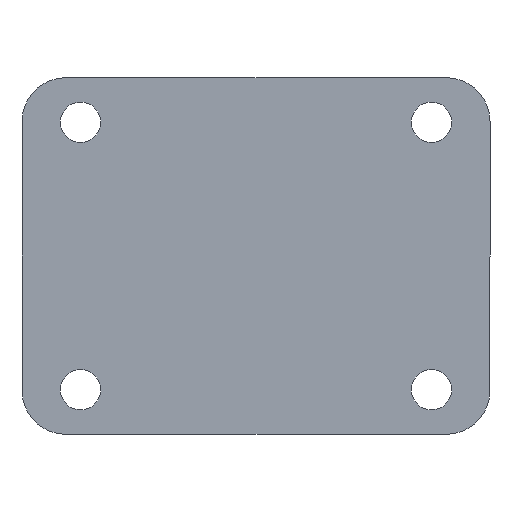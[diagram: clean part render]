
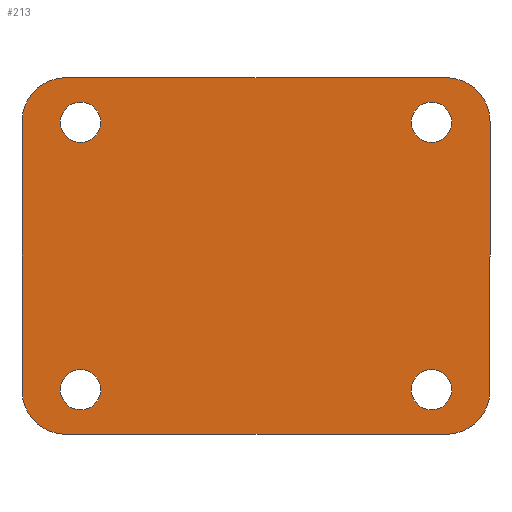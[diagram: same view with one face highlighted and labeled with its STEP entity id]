
A CAD part, front view. The second image highlights one B-rep face of the part: STEP entity #213.
In plain terms, the highlighted planar face has unit normal (0, -1, 0).
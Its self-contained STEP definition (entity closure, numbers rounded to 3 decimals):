
#1 = DIRECTION ( 'NONE',  ( 0., 0., 1. ) ) ;
#5 = DIRECTION ( 'NONE',  ( 0., -1., 0. ) ) ;
#7 = VERTEX_POINT ( 'NONE', #530 ) ;
#11 = EDGE_LOOP ( 'NONE', ( #604, #85 ) ) ;
#15 = DIRECTION ( 'NONE',  ( -1., 0., 0. ) ) ;
#16 = LINE ( 'NONE', #634, #178 ) ;
#19 = DIRECTION ( 'NONE',  ( 0., 0., -1. ) ) ;
#41 = DIRECTION ( 'NONE',  ( 0., 1., 0. ) ) ;
#45 = EDGE_CURVE ( 'NONE', #207, #383, #561, .T. ) ;
#48 = EDGE_CURVE ( 'NONE', #207, #418, #70, .T. ) ;
#50 = VERTEX_POINT ( 'NONE', #75 ) ;
#51 = VERTEX_POINT ( 'NONE', #427 ) ;
#52 = VECTOR ( 'NONE', #15, 1000. ) ;
#55 = ORIENTED_EDGE ( 'NONE', *, *, #664, .T. ) ;
#61 = EDGE_CURVE ( 'NONE', #315, #383, #16, .T. ) ;
#62 = DIRECTION ( 'NONE',  ( 0., 1., 0. ) ) ;
#64 = AXIS2_PLACEMENT_3D ( 'NONE', #88, #550, #194 ) ;
#70 = LINE ( 'NONE', #582, #587 ) ;
#75 = CARTESIAN_POINT ( 'NONE',  ( 10., 0., 8.77 ) ) ;
#77 = DIRECTION ( 'NONE',  ( 0., 0., 1. ) ) ;
#79 = EDGE_CURVE ( 'NONE', #543, #629, #429, .T. ) ;
#81 = DIRECTION ( 'NONE',  ( 0., 0., -1. ) ) ;
#85 = ORIENTED_EDGE ( 'NONE', *, *, #313, .T. ) ;
#88 = CARTESIAN_POINT ( 'NONE',  ( 0., 0., 0. ) ) ;
#92 = FACE_BOUND ( 'NONE', #11, .T. ) ;
#99 = VERTEX_POINT ( 'NONE', #380 ) ;
#105 = VERTEX_POINT ( 'NONE', #285 ) ;
#108 = DIRECTION ( 'NONE',  ( 1., 0., 0. ) ) ;
#113 = DIRECTION ( 'NONE',  ( 0., 0., 1. ) ) ;
#120 = EDGE_CURVE ( 'NONE', #315, #629, #233, .T. ) ;
#125 = EDGE_CURVE ( 'NONE', #7, #418, #663, .T. ) ;
#131 = ORIENTED_EDGE ( 'NONE', *, *, #217, .T. ) ;
#136 = CIRCLE ( 'NONE', #524, 1.15 ) ;
#140 = FACE_BOUND ( 'NONE', #155, .T. ) ;
#144 = VERTEX_POINT ( 'NONE', #493 ) ;
#146 = EDGE_CURVE ( 'NONE', #451, #144, #662, .T. ) ;
#149 = CARTESIAN_POINT ( 'NONE',  ( -10.835, 0., -7.66 ) ) ;
#153 = VERTEX_POINT ( 'NONE', #486 ) ;
#155 = EDGE_LOOP ( 'NONE', ( #581, #131 ) ) ;
#165 = CIRCLE ( 'NONE', #598, 1.15 ) ;
#168 = CARTESIAN_POINT ( 'NONE',  ( -13.335, 0., -10.16 ) ) ;
#177 = CARTESIAN_POINT ( 'NONE',  ( -10., 0., 7.62 ) ) ;
#178 = VECTOR ( 'NONE', #108, 1000. ) ;
#179 = AXIS2_PLACEMENT_3D ( 'NONE', #149, #5, #572 ) ;
#194 = DIRECTION ( 'NONE',  ( 0., 0., 1. ) ) ;
#197 = ORIENTED_EDGE ( 'NONE', *, *, #48, .F. ) ;
#198 = CARTESIAN_POINT ( 'NONE',  ( 13.335, 0., -7.66 ) ) ;
#201 = CIRCLE ( 'NONE', #554, 1.15 ) ;
#207 = VERTEX_POINT ( 'NONE', #349 ) ;
#213 = ADVANCED_FACE ( 'NONE', ( #140, #287, #92, #607, #238 ), #234, .F. ) ;
#214 = DIRECTION ( 'NONE',  ( 0., 1., 0. ) ) ;
#216 = CARTESIAN_POINT ( 'NONE',  ( -13.335, 0., -7.66 ) ) ;
#217 = EDGE_CURVE ( 'NONE', #144, #451, #447, .T. ) ;
#220 = CARTESIAN_POINT ( 'NONE',  ( 10., 0., 7.62 ) ) ;
#221 = DIRECTION ( 'NONE',  ( 0., -1., 0. ) ) ;
#233 = CIRCLE ( 'NONE', #501, 2.5 ) ;
#234 = PLANE ( 'NONE',  #64 ) ;
#238 = FACE_OUTER_BOUND ( 'NONE', #567, .T. ) ;
#249 = CARTESIAN_POINT ( 'NONE',  ( 10.835, 0., 10.16 ) ) ;
#250 = VERTEX_POINT ( 'NONE', #509 ) ;
#261 = VERTEX_POINT ( 'NONE', #305 ) ;
#265 = CIRCLE ( 'NONE', #350, 1.15 ) ;
#266 = VECTOR ( 'NONE', #489, 1000. ) ;
#269 = LINE ( 'NONE', #168, #52 ) ;
#273 = CARTESIAN_POINT ( 'NONE',  ( 10.835, 0., -7.66 ) ) ;
#278 = CARTESIAN_POINT ( 'NONE',  ( -10., 0., -7.62 ) ) ;
#284 = ORIENTED_EDGE ( 'NONE', *, *, #45, .T. ) ;
#285 = CARTESIAN_POINT ( 'NONE',  ( -10., 0., 8.77 ) ) ;
#287 = FACE_BOUND ( 'NONE', #576, .T. ) ;
#305 = CARTESIAN_POINT ( 'NONE',  ( -10.835, 0., -10.16 ) ) ;
#310 = CARTESIAN_POINT ( 'NONE',  ( 10.835, 0., 7.66 ) ) ;
#313 = EDGE_CURVE ( 'NONE', #153, #105, #265, .T. ) ;
#315 = VERTEX_POINT ( 'NONE', #655 ) ;
#322 = EDGE_CURVE ( 'NONE', #105, #153, #461, .T. ) ;
#323 = DIRECTION ( 'NONE',  ( 0., 1., 0. ) ) ;
#328 = CARTESIAN_POINT ( 'NONE',  ( -10.835, 0., 7.66 ) ) ;
#349 = CARTESIAN_POINT ( 'NONE',  ( 13.335, 0., 7.66 ) ) ;
#350 = AXIS2_PLACEMENT_3D ( 'NONE', #177, #456, #406 ) ;
#362 = CARTESIAN_POINT ( 'NONE',  ( -10., 0., -7.62 ) ) ;
#365 = EDGE_CURVE ( 'NONE', #543, #261, #424, .T. ) ;
#366 = DIRECTION ( 'NONE',  ( 0., 1., 0. ) ) ;
#367 = ORIENTED_EDGE ( 'NONE', *, *, #593, .T. ) ;
#371 = AXIS2_PLACEMENT_3D ( 'NONE', #433, #640, #19 ) ;
#378 = DIRECTION ( 'NONE',  ( 0., -1., 0. ) ) ;
#380 = CARTESIAN_POINT ( 'NONE',  ( -10., 0., -6.47 ) ) ;
#383 = VERTEX_POINT ( 'NONE', #249 ) ;
#385 = EDGE_CURVE ( 'NONE', #250, #99, #136, .T. ) ;
#387 = DIRECTION ( 'NONE',  ( 0., 0., 1. ) ) ;
#388 = DIRECTION ( 'NONE',  ( 0., 0., -1. ) ) ;
#406 = DIRECTION ( 'NONE',  ( 0., 0., 1. ) ) ;
#418 = VERTEX_POINT ( 'NONE', #198 ) ;
#424 = CIRCLE ( 'NONE', #179, 2.5 ) ;
#426 = ORIENTED_EDGE ( 'NONE', *, *, #365, .T. ) ;
#427 = CARTESIAN_POINT ( 'NONE',  ( 10., 0., 6.47 ) ) ;
#429 = LINE ( 'NONE', #533, #266 ) ;
#433 = CARTESIAN_POINT ( 'NONE',  ( 10., 0., -7.62 ) ) ;
#437 = AXIS2_PLACEMENT_3D ( 'NONE', #541, #323, #633 ) ;
#442 = ORIENTED_EDGE ( 'NONE', *, *, #385, .T. ) ;
#445 = CARTESIAN_POINT ( 'NONE',  ( -10., 0., 7.62 ) ) ;
#447 = CIRCLE ( 'NONE', #532, 1.15 ) ;
#451 = VERTEX_POINT ( 'NONE', #615 ) ;
#456 = DIRECTION ( 'NONE',  ( 0., 1., 0. ) ) ;
#459 = AXIS2_PLACEMENT_3D ( 'NONE', #273, #221, #113 ) ;
#461 = CIRCLE ( 'NONE', #563, 1.15 ) ;
#466 = ORIENTED_EDGE ( 'NONE', *, *, #120, .T. ) ;
#470 = ORIENTED_EDGE ( 'NONE', *, *, #79, .F. ) ;
#486 = CARTESIAN_POINT ( 'NONE',  ( -10., 0., 6.47 ) ) ;
#489 = DIRECTION ( 'NONE',  ( 0., 0., 1. ) ) ;
#490 = DIRECTION ( 'NONE',  ( 0., 0., -1. ) ) ;
#493 = CARTESIAN_POINT ( 'NONE',  ( 10., 0., -8.77 ) ) ;
#497 = ORIENTED_EDGE ( 'NONE', *, *, #560, .F. ) ;
#501 = AXIS2_PLACEMENT_3D ( 'NONE', #328, #586, #77 ) ;
#509 = CARTESIAN_POINT ( 'NONE',  ( -10., 0., -8.77 ) ) ;
#524 = AXIS2_PLACEMENT_3D ( 'NONE', #362, #366, #1 ) ;
#530 = CARTESIAN_POINT ( 'NONE',  ( 10.835, 0., -10.16 ) ) ;
#532 = AXIS2_PLACEMENT_3D ( 'NONE', #603, #41, #81 ) ;
#533 = CARTESIAN_POINT ( 'NONE',  ( -13.335, 0., -10.16 ) ) ;
#534 = CIRCLE ( 'NONE', #437, 1.15 ) ;
#537 = DIRECTION ( 'NONE',  ( 0., 0., 1. ) ) ;
#541 = CARTESIAN_POINT ( 'NONE',  ( 10., 0., 7.62 ) ) ;
#543 = VERTEX_POINT ( 'NONE', #216 ) ;
#550 = DIRECTION ( 'NONE',  ( 0., 1., 0. ) ) ;
#554 = AXIS2_PLACEMENT_3D ( 'NONE', #220, #214, #490 ) ;
#560 = EDGE_CURVE ( 'NONE', #7, #261, #269, .T. ) ;
#561 = CIRCLE ( 'NONE', #573, 2.5 ) ;
#563 = AXIS2_PLACEMENT_3D ( 'NONE', #445, #612, #650 ) ;
#566 = ORIENTED_EDGE ( 'NONE', *, *, #125, .T. ) ;
#567 = EDGE_LOOP ( 'NONE', ( #470, #426, #497, #566, #197, #284, #614, #466 ) ) ;
#572 = DIRECTION ( 'NONE',  ( 0., 0., 1. ) ) ;
#573 = AXIS2_PLACEMENT_3D ( 'NONE', #310, #378, #537 ) ;
#576 = EDGE_LOOP ( 'NONE', ( #367, #608 ) ) ;
#581 = ORIENTED_EDGE ( 'NONE', *, *, #146, .T. ) ;
#582 = CARTESIAN_POINT ( 'NONE',  ( 13.335, 0., -10.16 ) ) ;
#583 = EDGE_CURVE ( 'NONE', #51, #50, #534, .T. ) ;
#586 = DIRECTION ( 'NONE',  ( 0., -1., 0. ) ) ;
#587 = VECTOR ( 'NONE', #388, 1000. ) ;
#593 = EDGE_CURVE ( 'NONE', #50, #51, #201, .T. ) ;
#597 = EDGE_LOOP ( 'NONE', ( #55, #442 ) ) ;
#598 = AXIS2_PLACEMENT_3D ( 'NONE', #278, #62, #387 ) ;
#603 = CARTESIAN_POINT ( 'NONE',  ( 10., 0., -7.62 ) ) ;
#604 = ORIENTED_EDGE ( 'NONE', *, *, #322, .T. ) ;
#607 = FACE_BOUND ( 'NONE', #597, .T. ) ;
#608 = ORIENTED_EDGE ( 'NONE', *, *, #583, .T. ) ;
#612 = DIRECTION ( 'NONE',  ( 0., 1., 0. ) ) ;
#614 = ORIENTED_EDGE ( 'NONE', *, *, #61, .F. ) ;
#615 = CARTESIAN_POINT ( 'NONE',  ( 10., 0., -6.47 ) ) ;
#629 = VERTEX_POINT ( 'NONE', #646 ) ;
#633 = DIRECTION ( 'NONE',  ( 0., 0., -1. ) ) ;
#634 = CARTESIAN_POINT ( 'NONE',  ( -13.335, 0., 10.16 ) ) ;
#640 = DIRECTION ( 'NONE',  ( 0., 1., 0. ) ) ;
#646 = CARTESIAN_POINT ( 'NONE',  ( -13.335, 0., 7.66 ) ) ;
#650 = DIRECTION ( 'NONE',  ( 0., 0., 1. ) ) ;
#655 = CARTESIAN_POINT ( 'NONE',  ( -10.835, 0., 10.16 ) ) ;
#662 = CIRCLE ( 'NONE', #371, 1.15 ) ;
#663 = CIRCLE ( 'NONE', #459, 2.5 ) ;
#664 = EDGE_CURVE ( 'NONE', #99, #250, #165, .T. ) ;
